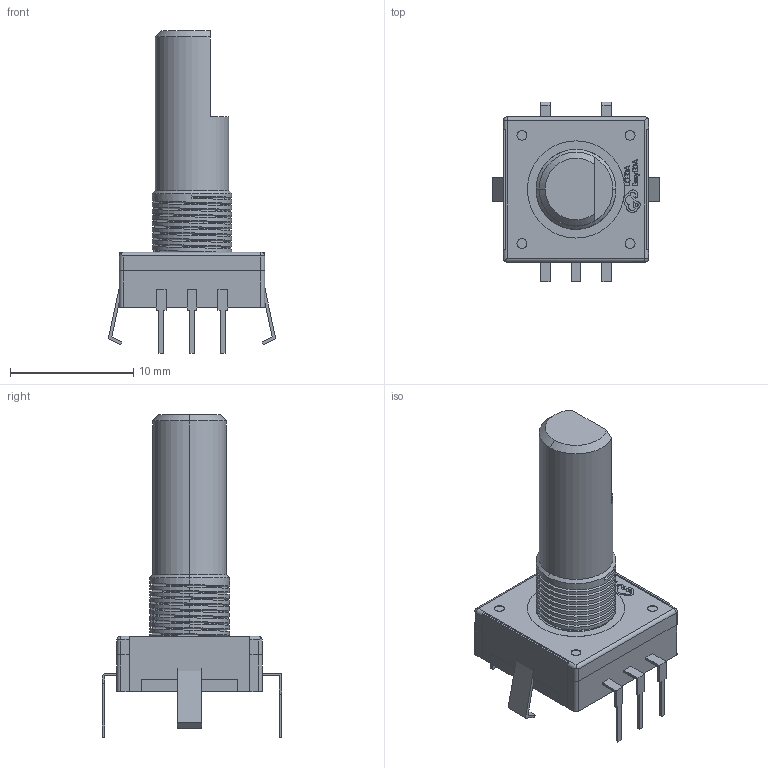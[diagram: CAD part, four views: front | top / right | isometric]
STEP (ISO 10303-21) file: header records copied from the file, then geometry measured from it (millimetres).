
FILE_DESCRIPTION (( 'STEP AP214' ), '1' );
FILE_NAME ('SW-TH_PEC12R-4120F-S0012.step', '2022-07-26T17:21:55', ( '' ), ( '' ), 'SwSTEP 2.0', 'SolidWorks 2020', '' );
FILE_SCHEMA (( 'AUTOMOTIVE_DESIGN' ));
Length unit declared in the file: millimetre
Products named in the file (1): SW-TH_PEC12R-4120F-S0012
Bounding box: 13.6 x 14.6 x 26.2 mm (x, y, z)
Volume: 1122.2 mm3; surface area: 1356.7 mm2
Topology: 19 solids, 19 shells, 529 faces, 1402 edges, 926 vertices
Faces by surface type: plane 362, bspline 114, cylinder 47, cone 4, sphere 2
Entity records: 21318 total; most frequent: CARTESIAN_POINT 5982, ORIENTED_EDGE 2798, DIRECTION 2013, EDGE_CURVE 1399, LINE 1057, VECTOR 1057, VERTEX_POINT 924, EDGE_LOOP 561
